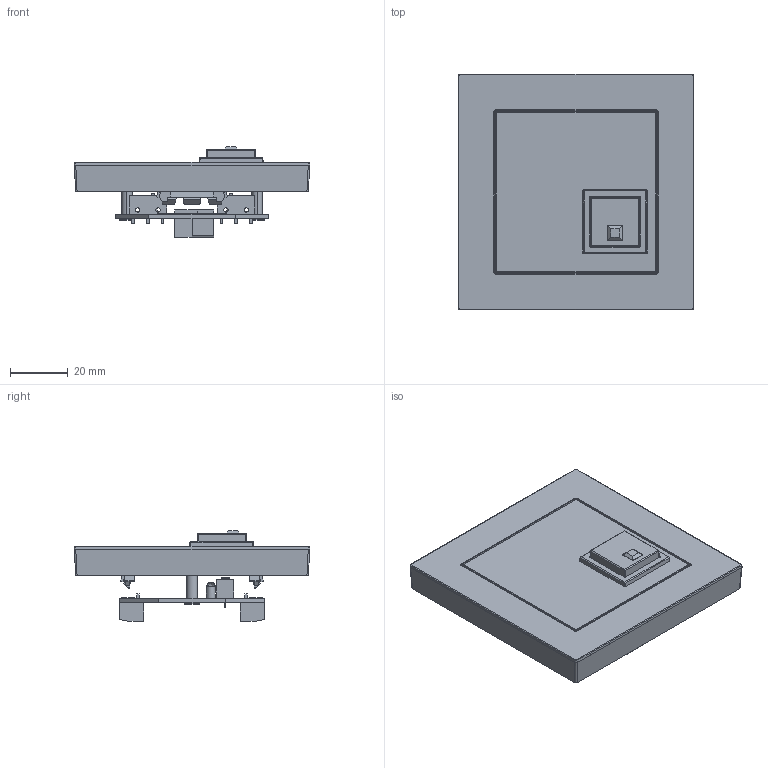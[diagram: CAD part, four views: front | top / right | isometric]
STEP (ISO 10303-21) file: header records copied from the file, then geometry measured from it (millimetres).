
FILE_DESCRIPTION((''),'2;1');
FILE_NAME('WAE1018WG_ASM','2025-03-19T08:25:03',('andolfs'),(''),'CREO PARAMETRIC BY PTC INC, 2023154','CREO PARAMETRIC BY PTC INC, 2023154','');
FILE_SCHEMA(('CONFIG_CONTROL_DESIGN','SHAPE_APPEARANCE_LAYERS_GROUPS'));
Products named in the file (21): W4G0119_18; W1A2155_80; W3A0388_80; HC_RT_AT_201011_1000003126_PAE_000_AA_783; HC_RT_AT_201011_1000003126_PAE_000_AA_956; HC_RT_AT_201011_1000003126_PAE_000_AA_1628; HC_RT_AT_201011_1000003126_PAE_000_AA_13190; HC_RT_AT_201011_1000003126_PAE_000_AA_13691; HC_RT_AT_201011_1000003126_PAE_000_AA_14759; HC_RT_AT_201011_1000003126_PAE_000_AA_16713; HC_RT_AT_201011_1000003126_PAE_000_AA_17214; HC_RT_AT_201011_1000003126_PAE_000_AA_19164; HC_RT_AT_201011_1000003126_PAE_000_AA_19337; HC_RT_AT_201011_1000003126_PAE_000_AA_ASM; HCUPEINSATZR_100000001_ASM; RT-GEHAEUSE_1000003130_PAE_000_AA; RT-TASTE_1000003131_PAE_000_AA; RTLICHTLEITER_10000001; RT-DRUCKFEDER_1000003133_PAE_000_AA; HCTASTEKOMPLE_10000001_ASM; WAE1018WG_ASM
Assembly tree (20 placements, depth 4):
  WAE1018WG_ASM
    W4G0119_18
    W1A2155_80
    W3A0388_80
    HCUPEINSATZR_100000001_ASM
      HC_RT_AT_201011_1000003126_PAE_000_AA_ASM
        HC_RT_AT_201011_1000003126_PAE_000_AA_783
        HC_RT_AT_201011_1000003126_PAE_000_AA_956
        HC_RT_AT_201011_1000003126_PAE_000_AA_1628
        HC_RT_AT_201011_1000003126_PAE_000_AA_13190
        HC_RT_AT_201011_1000003126_PAE_000_AA_13691
        HC_RT_AT_201011_1000003126_PAE_000_AA_14759
        HC_RT_AT_201011_1000003126_PAE_000_AA_16713
        HC_RT_AT_201011_1000003126_PAE_000_AA_17214
        HC_RT_AT_201011_1000003126_PAE_000_AA_19164
        HC_RT_AT_201011_1000003126_PAE_000_AA_19337
    HCTASTEKOMPLE_10000001_ASM
      RT-GEHAEUSE_1000003130_PAE_000_AA
      RT-TASTE_1000003131_PAE_000_AA
      RTLICHTLEITER_10000001
      RT-DRUCKFEDER_1000003133_PAE_000_AA
Bounding box: 81.5 x 81.5 x 31.4 mm (x, y, z)
Volume: 31570.6 mm3; surface area: 44037.9 mm2
Topology: 16 solids, 16 shells, 4186 faces, 11399 edges, 7372 vertices
Faces by surface type: plane 2036, extrusion 869, cylinder 719, bspline 272, torus 216, sphere 52, cone 18, revolution 4
Entity records: 186882 total; most frequent: CARTESIAN_POINT 52585, ORIENTED_EDGE 22766, DIRECTION 17462, EDGE_CURVE 11383, PRESENTATION_STYLE_ASSIGNMENT 8750, STYLED_ITEM 8750, VECTOR 7906, VERTEX_POINT 7372
